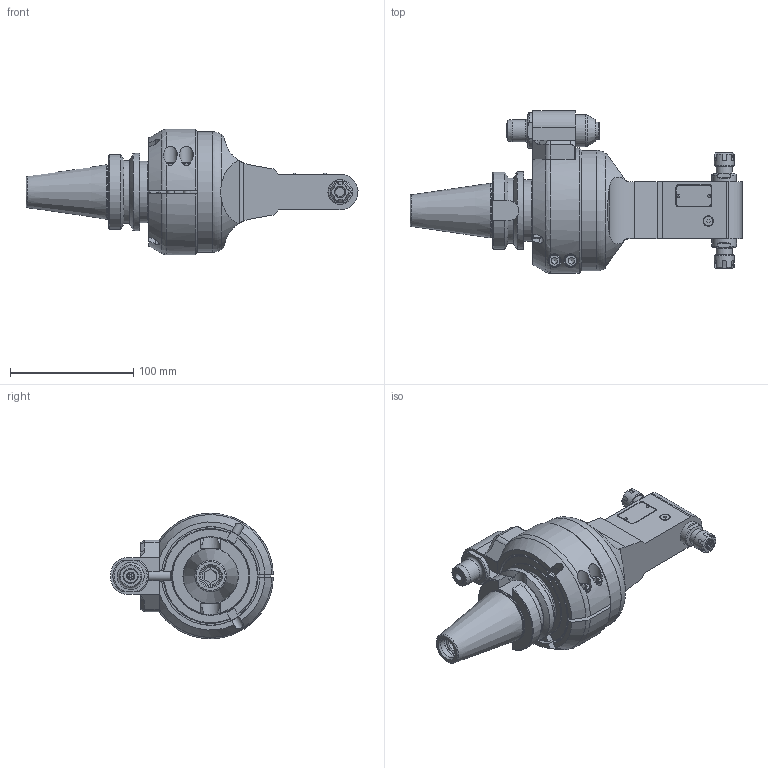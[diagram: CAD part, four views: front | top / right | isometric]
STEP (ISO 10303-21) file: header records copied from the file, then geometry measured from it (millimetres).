
FILE_DESCRIPTION(/* description */ (''),/* implementation_level */ '2;1');
FILE_NAME(/* name */ '9.F90.0700D-1B40.stp',/* time_stamp */ '2023-03-14T14:38:08-04:00',/* author */ ('jkrenzer'),/* organization */ (''),/* preprocessor_version */ 'ST-DEVELOPER v18.1',/* originating_system */ 'Autodesk Inventor 2022',/* authorisation */ '');
FILE_SCHEMA (('AUTOMOTIVE_DESIGN { 1 0 10303 214 3 1 1 }'));
Products named in the file (3): 9.F90.0700D-1B40; 9_GA1_346_2   (Type 1, BT40, 65mm); 9_F90_07000_2U
Assembly tree (2 placements, depth 2):
  9.F90.0700D-1B40
    9_GA1_346_2   (Type 1, BT40, 65mm)
    9_F90_07000_2U
Bounding box: 269.84 x 132.23 x 101.99 mm (x, y, z)
Volume: 824113.4 mm3; surface area: 144274 mm2
Topology: 5 solids, 7 shells, 553 faces, 1395 edges, 905 vertices
Faces by surface type: plane 261, cylinder 152, cone 108, torus 22, bspline 8, sphere 2
Full cylindrical faces by diameter (mm): 2.5 x3, 2.6 x2, 3 x2, 4.2 x4, 5 x2, 6 x4, 6.5 x1, 7 x1, 7.5 x3, 8 x2, 8.5 x21, 9 x2, 10 x4, 10.4 x2, 10.5 x2, 11 x1, 11.6 x2, 12 x3, 12.25 x2, 12.5 x1, 13 x3, 13.5 x2, 14 x2, 16 x2, 17 x1, 17.6 x1, 18 x2, 19 x1, 20 x2, 26 x1
Entity records: 47368 total; most frequent: CARTESIAN_POINT 34293, ORIENTED_EDGE 2724, DIRECTION 2666, EDGE_CURVE 1362, AXIS2_PLACEMENT_3D 1011, VERTEX_POINT 905, EDGE_LOOP 648, LINE 644
